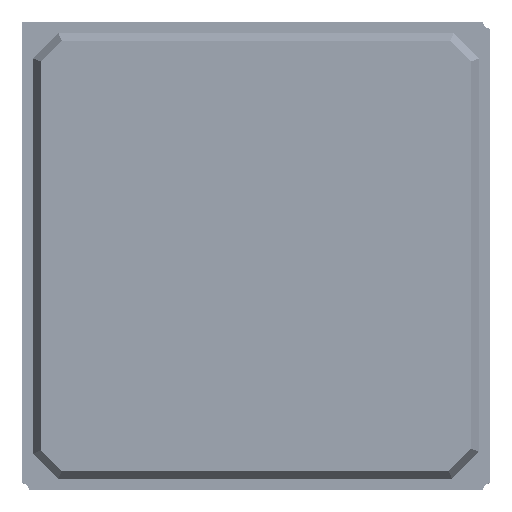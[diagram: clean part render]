
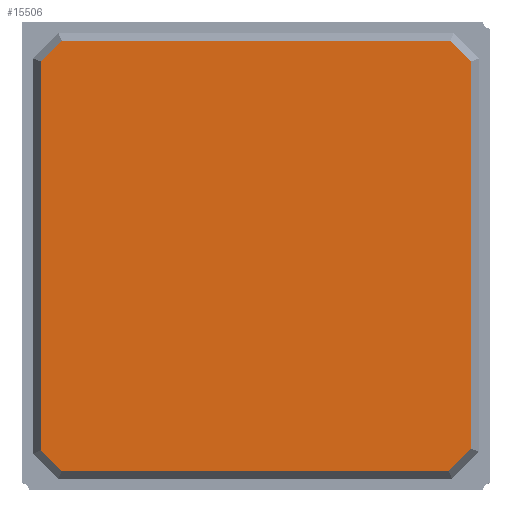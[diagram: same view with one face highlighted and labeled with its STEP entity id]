
A CAD part, top view. The second image highlights one B-rep face of the part: STEP entity #15506.
In plain terms, the highlighted planar face has unit normal (0, 0, 1).
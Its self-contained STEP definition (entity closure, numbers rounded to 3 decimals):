
#4674=FACE_OUTER_BOUND('',#7014,.T.);
#7014=EDGE_LOOP('',(#11915,#11916,#11917,#11918,#11919,#11920,#11921,#11922));
#9347=LINE('',#29585,#9401);
#9350=LINE('',#29591,#9404);
#9353=LINE('',#29597,#9407);
#9356=LINE('',#29603,#9410);
#9359=LINE('',#29609,#9413);
#9362=LINE('',#29615,#9416);
#9365=LINE('',#29621,#9419);
#9368=LINE('',#29625,#9422);
#9401=VECTOR('',#22511,2.356);
#9404=VECTOR('',#22516,28.932);
#9407=VECTOR('',#22521,2.183);
#9410=VECTOR('',#22526,29.054);
#9413=VECTOR('',#22531,2.183);
#9416=VECTOR('',#22536,29.054);
#9419=VECTOR('',#22541,2.183);
#9422=VECTOR('',#22546,28.932);
#9455=VERTEX_POINT('',#29582);
#9456=VERTEX_POINT('',#29584);
#9458=VERTEX_POINT('',#29590);
#9460=VERTEX_POINT('',#29596);
#9462=VERTEX_POINT('',#29602);
#9464=VERTEX_POINT('',#29608);
#9466=VERTEX_POINT('',#29614);
#9468=VERTEX_POINT('',#29620);
#10655=EDGE_CURVE('',#9456,#9455,#9347,.F.);
#10658=EDGE_CURVE('',#9458,#9456,#9350,.F.);
#10661=EDGE_CURVE('',#9460,#9458,#9353,.F.);
#10664=EDGE_CURVE('',#9462,#9460,#9356,.F.);
#10667=EDGE_CURVE('',#9464,#9462,#9359,.F.);
#10670=EDGE_CURVE('',#9466,#9464,#9362,.F.);
#10673=EDGE_CURVE('',#9468,#9466,#9365,.F.);
#10676=EDGE_CURVE('',#9455,#9468,#9368,.F.);
#11915=ORIENTED_EDGE('',*,*,#10676,.T.);
#11916=ORIENTED_EDGE('',*,*,#10673,.T.);
#11917=ORIENTED_EDGE('',*,*,#10670,.T.);
#11918=ORIENTED_EDGE('',*,*,#10667,.T.);
#11919=ORIENTED_EDGE('',*,*,#10664,.T.);
#11920=ORIENTED_EDGE('',*,*,#10661,.T.);
#11921=ORIENTED_EDGE('',*,*,#10658,.T.);
#11922=ORIENTED_EDGE('',*,*,#10655,.T.);
#14328=PLANE('',#19006);
#15506=ADVANCED_FACE('',(#4674),#14328,.F.);
#19006=AXIS2_PLACEMENT_3D('',#29627,#22549,#22550);
#22511=DIRECTION('',(-0.707,-0.707,0.));
#22516=DIRECTION('',(-1.,0.,0.));
#22521=DIRECTION('',(-0.707,0.707,0.));
#22526=DIRECTION('',(0.,1.,0.));
#22531=DIRECTION('',(0.707,0.707,0.));
#22536=DIRECTION('',(1.,0.,0.));
#22541=DIRECTION('',(0.707,-0.707,0.));
#22546=DIRECTION('',(0.,-1.,0.));
#22549=DIRECTION('center_axis',(0.,0.,
-1.));
#22550=DIRECTION('ref_axis',(0.,-1.,0.));
#29582=CARTESIAN_POINT('',(16.071,-14.405,3.35));
#29584=CARTESIAN_POINT('',(14.405,-16.071,3.35));
#29585=CARTESIAN_POINT('',(21.438,-9.038,3.35));
#29590=CARTESIAN_POINT('',(-14.527,-16.071,3.35));
#29591=CARTESIAN_POINT('',(10.717,-16.071,3.35));
#29596=CARTESIAN_POINT('',(-16.071,-14.527,3.35));
#29597=CARTESIAN_POINT('',(-16.849,-13.749,3.35));
#29602=CARTESIAN_POINT('',(-16.071,14.527,3.35));
#29603=CARTESIAN_POINT('',(-16.071,2.782,3.35));
#29608=CARTESIAN_POINT('',(-14.527,16.071,3.35));
#29609=CARTESIAN_POINT('',(-7.999,22.599,3.35));
#29614=CARTESIAN_POINT('',(14.527,16.071,3.35));
#29615=CARTESIAN_POINT('',(10.717,16.071,3.35));
#29620=CARTESIAN_POINT('',(16.071,14.527,3.35));
#29621=CARTESIAN_POINT('',(14.849,15.749,3.35));
#29625=CARTESIAN_POINT('',(16.071,2.782,3.35));
#29627=CARTESIAN_POINT('Origin',(11.5,15.5,3.35));
